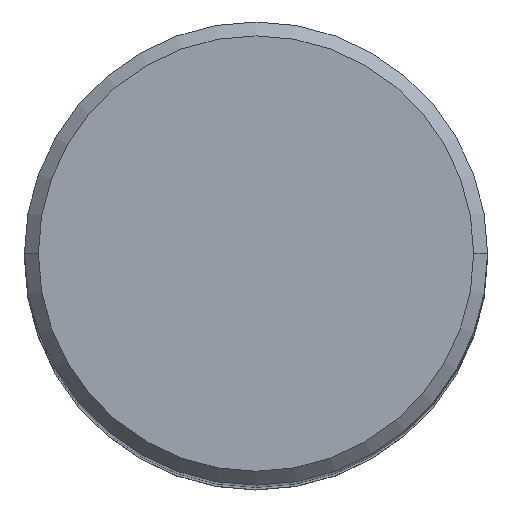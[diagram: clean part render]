
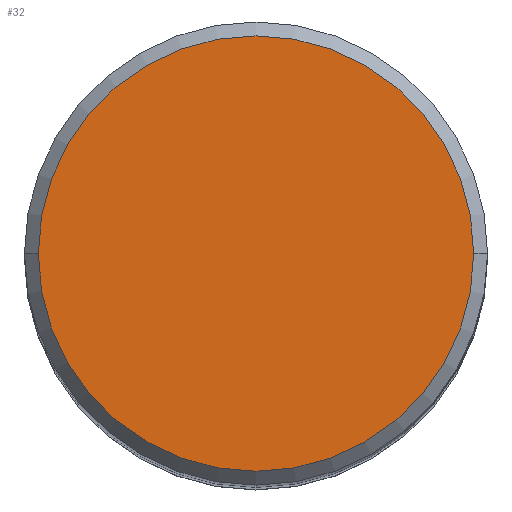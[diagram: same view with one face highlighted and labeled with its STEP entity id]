
A CAD part, top view. The second image highlights one B-rep face of the part: STEP entity #32.
In plain terms, the highlighted planar face has unit normal (0, 0, 1).
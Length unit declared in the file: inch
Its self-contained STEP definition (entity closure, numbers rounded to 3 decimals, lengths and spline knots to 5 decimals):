
#6 = CARTESIAN_POINT ( 'NONE',  ( 0., 0., 3. ) ) ;
#7 = CARTESIAN_POINT ( 'NONE',  ( 0., 0., 3. ) ) ;
#31 = CIRCLE ( 'NONE', #65, 0.235 ) ;
#32 = ADVANCED_FACE ( 'NONE', ( #42 ), #257, .T. ) ;
#42 = FACE_OUTER_BOUND ( 'NONE', #116, .T. ) ;
#43 = EDGE_CURVE ( 'NONE', #158, #258, #31, .T. ) ;
#55 = ORIENTED_EDGE ( 'NONE', *, *, #43, .T. ) ;
#65 = AXIS2_PLACEMENT_3D ( 'NONE', #165, #328, #191 ) ;
#69 = DIRECTION ( 'NONE',  ( 1., 0., 0. ) ) ;
#116 = EDGE_LOOP ( 'NONE', ( #55, #132 ) ) ;
#132 = ORIENTED_EDGE ( 'NONE', *, *, #195, .T. ) ;
#144 = AXIS2_PLACEMENT_3D ( 'NONE', #6, #230, #349 ) ;
#153 = AXIS2_PLACEMENT_3D ( 'NONE', #7, #354, #69 ) ;
#158 = VERTEX_POINT ( 'NONE', #358 ) ;
#160 = CIRCLE ( 'NONE', #144, 0.235 ) ;
#165 = CARTESIAN_POINT ( 'NONE',  ( 0., 0., 3. ) ) ;
#191 = DIRECTION ( 'NONE',  ( 1., 0., 0. ) ) ;
#195 = EDGE_CURVE ( 'NONE', #258, #158, #160, .T. ) ;
#221 = CARTESIAN_POINT ( 'NONE',  ( 0.235, 0., 3. ) ) ;
#230 = DIRECTION ( 'NONE',  ( 0., 0., 1. ) ) ;
#257 = PLANE ( 'NONE',  #153 ) ;
#258 = VERTEX_POINT ( 'NONE', #221 ) ;
#328 = DIRECTION ( 'NONE',  ( 0., 0., 1. ) ) ;
#349 = DIRECTION ( 'NONE',  ( 1., 0., 0. ) ) ;
#354 = DIRECTION ( 'NONE',  ( 0., 0., 1. ) ) ;
#358 = CARTESIAN_POINT ( 'NONE',  ( -0.235, 0., 3. ) ) ;
